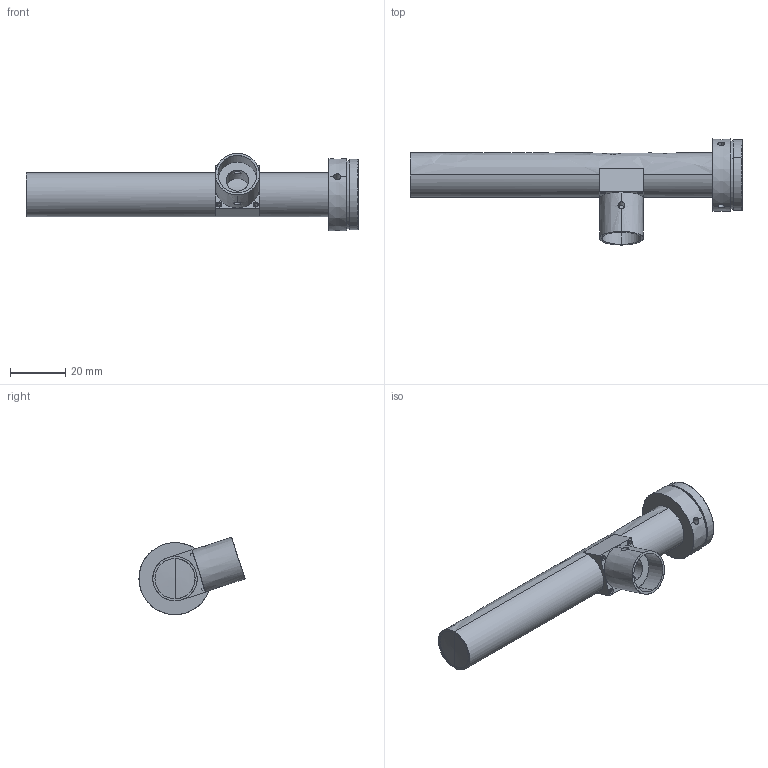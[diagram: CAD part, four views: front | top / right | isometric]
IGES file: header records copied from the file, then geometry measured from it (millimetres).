
Start section: SolidWorks IGES file using analytic representation for surfaces
Global section: file name: WWL10-250C.IGS; native system: SolidWorks 2017; preprocessor: SolidWorks 2017; author: luosh; date: 190618.093815; units: millimetre
Bounding box: 119.8 x 38.27 x 27.9 mm (x, y, z)
Surface area: 9351.4 mm2 (no closed solid volume)
Topology: 0 solids, 0 shells, 93 faces, 1949 edges, 1945 vertices
Faces by surface type: revolution 72, bspline 21
